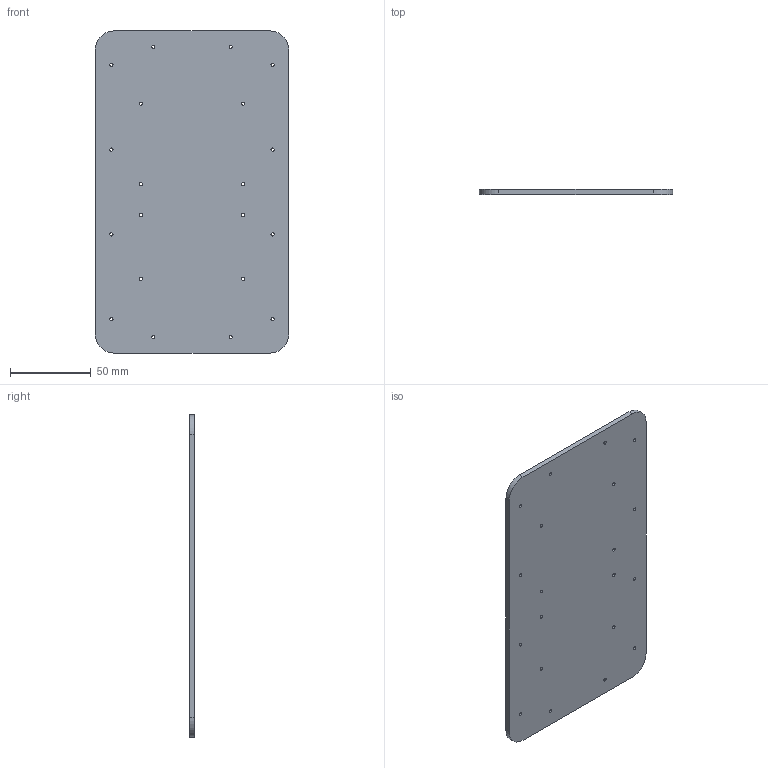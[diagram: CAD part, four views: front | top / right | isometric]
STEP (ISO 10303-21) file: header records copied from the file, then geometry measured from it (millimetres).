
FILE_DESCRIPTION(/* description */ (''),/* implementation_level */ '2;1');
FILE_NAME(/* name */ '23 cm Drill template.stp',/* time_stamp */ '2025-03-31T12:13:57+02:00',/* author */ ('Carsten Grøn'),/* organization */ (''),/* preprocessor_version */ 'ST-DEVELOPER v18',/* originating_system */ 'Autodesk Inventor 2020',/* authorisation */ '');
FILE_SCHEMA (('CONFIG_CONTROL_DESIGN'));
Length unit declared in the file: millimetre
Products named in the file (1): Drill template
Bounding box: 120 x 3 x 200 mm (x, y, z)
Volume: 71440.7 mm3; surface area: 49862.3 mm2
Topology: 1 solids, 1 shells, 30 faces, 104 edges, 76 vertices
Faces by surface type: cylinder 24, plane 6
Full cylindrical faces by diameter (mm): 2 x20
Entity records: 1317 total; most frequent: DIRECTION 234, CARTESIAN_POINT 211, ORIENTED_EDGE 208, EDGE_CURVE 104, AXIS2_PLACEMENT_3D 99, VERTEX_POINT 76, EDGE_LOOP 70, CIRCLE 68
